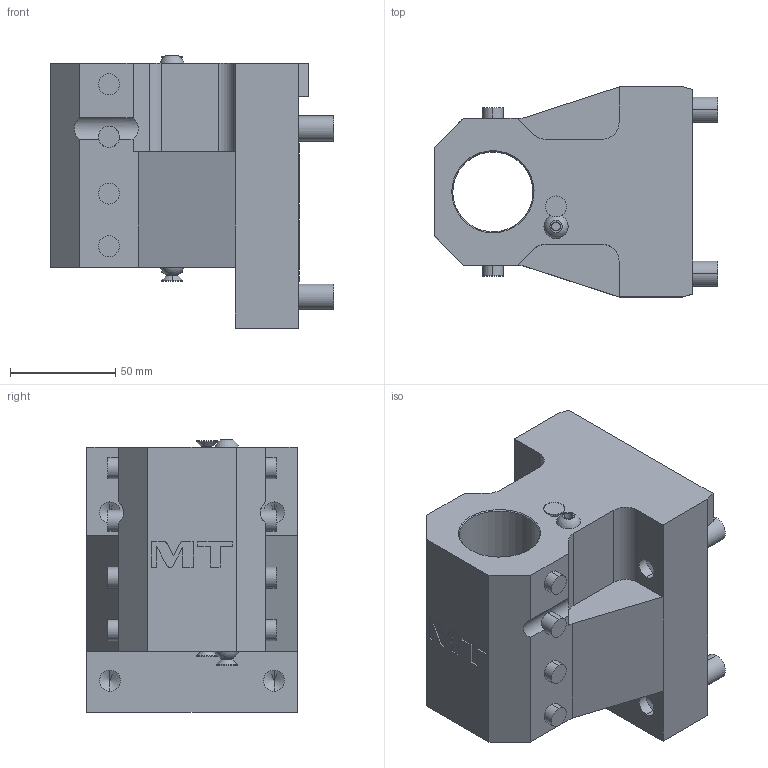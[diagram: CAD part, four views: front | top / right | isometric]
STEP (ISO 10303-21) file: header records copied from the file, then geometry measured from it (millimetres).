
FILE_DESCRIPTION((''),'2;1');
FILE_NAME('OKU0553810_CONF','2023-05-24T14:39:01',('smalpassi'),('M.T. srl'),'CREO PARAMETRIC BY PTC INC, 2021072','CREO PARAMETRIC BY PTC INC, 2021072','');
FILE_SCHEMA(('CONFIG_CONTROL_DESIGN'));
Length unit declared in the file: millimetre
Products named in the file (1): OKU0553810_CONF
Bounding box: 135 x 100 x 129.55 mm (x, y, z)
Volume: 864229.8 mm3; surface area: 88519.6 mm2
Topology: 1 solids, 1 shells, 166 faces, 395 edges, 253 vertices
Faces by surface type: plane 76, cylinder 62, cone 18, torus 6, extrusion 2, sphere 2
Entity records: 5012 total; most frequent: CARTESIAN_POINT 1047, DIRECTION 849, ORIENTED_EDGE 774, EDGE_CURVE 387, AXIS2_PLACEMENT_3D 314, VERTEX_POINT 253, VECTOR 221, LINE 219
